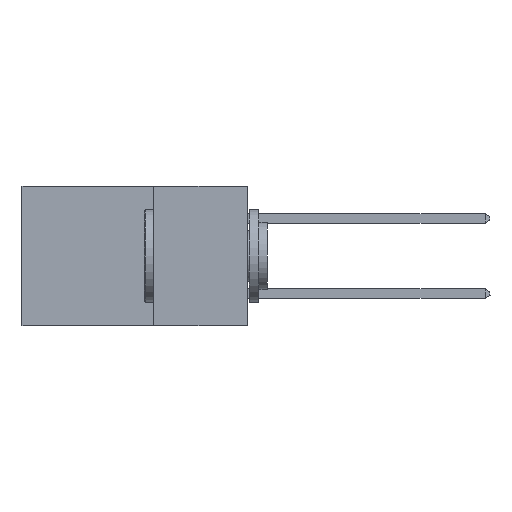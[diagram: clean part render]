
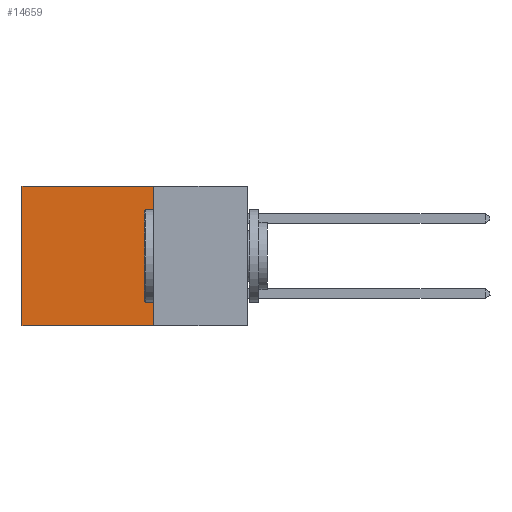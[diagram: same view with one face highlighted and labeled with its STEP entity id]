
A CAD part, left-side view. The second image highlights one B-rep face of the part: STEP entity #14659.
In plain terms, the highlighted planar face has unit normal (-1, 0, 0).
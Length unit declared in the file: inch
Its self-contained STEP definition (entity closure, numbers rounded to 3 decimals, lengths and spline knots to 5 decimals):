
#644 = CARTESIAN_POINT ( 'NONE',  ( 0.298, 0.25, 0. ) ) ;
#837 = ORIENTED_EDGE ( 'NONE', *, *, #6625, .F. ) ;
#1395 = VECTOR ( 'NONE', #16901, 39.37008 ) ;
#1864 = PLANE ( 'NONE',  #6791 ) ;
#2223 = CARTESIAN_POINT ( 'NONE',  ( 0.298, 0.25, 0. ) ) ;
#2344 = LINE ( 'NONE', #644, #1395 ) ;
#3317 = DIRECTION ( 'NONE',  ( 0., 0., -1. ) ) ;
#3495 = ORIENTED_EDGE ( 'NONE', *, *, #13280, .T. ) ;
#4813 = LINE ( 'NONE', #7639, #8674 ) ;
#5885 = EDGE_CURVE ( 'NONE', #18497, #18169, #2344, .T. ) ;
#6494 = EDGE_LOOP ( 'NONE', ( #3495, #13818, #837, #11099 ) ) ;
#6500 = CARTESIAN_POINT ( 'NONE',  ( 0.298, 0.25, 0. ) ) ;
#6625 = EDGE_CURVE ( 'NONE', #18497, #17676, #18876, .T. ) ;
#6791 = AXIS2_PLACEMENT_3D ( 'NONE', #6500, #12146, #13749 ) ;
#7639 = CARTESIAN_POINT ( 'NONE',  ( 0.298, 0.6, 0. ) ) ;
#7817 = CARTESIAN_POINT ( 'NONE',  ( 0.298, 0.25, 0. ) ) ;
#7867 = VECTOR ( 'NONE', #3317, 39.37008 ) ;
#8674 = VECTOR ( 'NONE', #16487, 39.37008 ) ;
#9764 = DIRECTION ( 'NONE',  ( 0., 1., 0. ) ) ;
#10254 = FACE_OUTER_BOUND ( 'NONE', #6494, .T. ) ;
#11075 = CARTESIAN_POINT ( 'NONE',  ( 0.298, 0.6, -0.37 ) ) ;
#11099 = ORIENTED_EDGE ( 'NONE', *, *, #5885, .T. ) ;
#11536 = LINE ( 'NONE', #14179, #17987 ) ;
#12146 = DIRECTION ( 'NONE',  ( 1., 0., 0. ) ) ;
#13280 = EDGE_CURVE ( 'NONE', #18169, #18299, #4813, .T. ) ;
#13349 = CARTESIAN_POINT ( 'NONE',  ( 0.298, 0.25, -0.37 ) ) ;
#13749 = DIRECTION ( 'NONE',  ( 0., 0., -1. ) ) ;
#13818 = ORIENTED_EDGE ( 'NONE', *, *, #17460, .F. ) ;
#14179 = CARTESIAN_POINT ( 'NONE',  ( 0.298, 0.25, -0.37 ) ) ;
#14659 = ADVANCED_FACE ( 'NONE', ( #10254 ), #1864, .F. ) ;
#16208 = CARTESIAN_POINT ( 'NONE',  ( 0.298, 0.6, 0. ) ) ;
#16487 = DIRECTION ( 'NONE',  ( 0., 0., -1. ) ) ;
#16901 = DIRECTION ( 'NONE',  ( 0., 1., 0. ) ) ;
#17460 = EDGE_CURVE ( 'NONE', #17676, #18299, #11536, .T. ) ;
#17676 = VERTEX_POINT ( 'NONE', #13349 ) ;
#17987 = VECTOR ( 'NONE', #9764, 39.37008 ) ;
#18169 = VERTEX_POINT ( 'NONE', #16208 ) ;
#18299 = VERTEX_POINT ( 'NONE', #11075 ) ;
#18497 = VERTEX_POINT ( 'NONE', #2223 ) ;
#18876 = LINE ( 'NONE', #7817, #7867 ) ;
